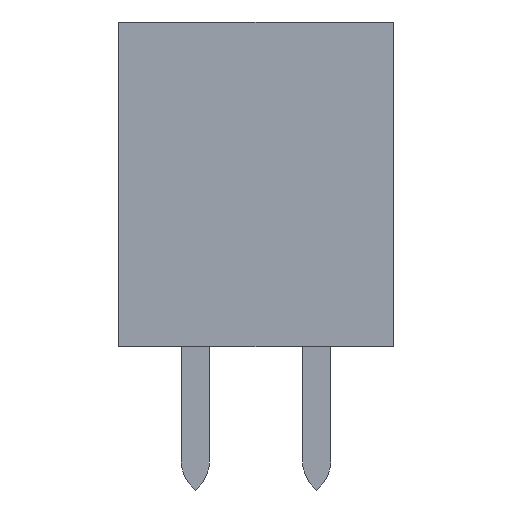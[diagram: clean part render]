
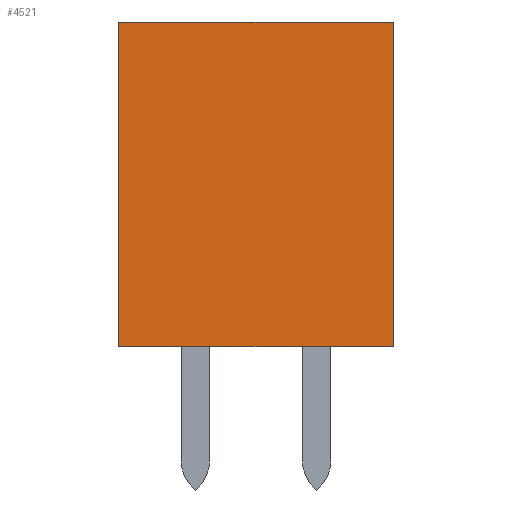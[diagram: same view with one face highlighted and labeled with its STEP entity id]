
A CAD part, front view. The second image highlights one B-rep face of the part: STEP entity #4521.
In plain terms, the highlighted face is planar.
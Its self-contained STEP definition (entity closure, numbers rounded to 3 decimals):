
#2301 = VERTEX_POINT('',#2302);
#2302 = CARTESIAN_POINT('',(4.14,1.2,0.));
#2311 = PLANE('',#2312);
#2312 = AXIS2_PLACEMENT_3D('',#2313,#2314,#2315);
#2313 = CARTESIAN_POINT('',(4.14,1.2,0.));
#2314 = DIRECTION('',(1.,0.,0.));
#2315 = DIRECTION('',(0.,-1.,0.));
#2323 = PLANE('',#2324);
#2324 = AXIS2_PLACEMENT_3D('',#2325,#2326,#2327);
#2325 = CARTESIAN_POINT('',(-1.6,1.2,0.));
#2326 = DIRECTION('',(0.,0.,1.));
#2327 = DIRECTION('',(1.,0.,0.));
#2335 = EDGE_CURVE('',#2301,#2336,#2338,.T.);
#2336 = VERTEX_POINT('',#2337);
#2337 = CARTESIAN_POINT('',(4.14,1.2,6.8));
#2338 = SURFACE_CURVE('',#2339,(#2343,#2350),.PCURVE_S1.);
#2339 = LINE('',#2340,#2341);
#2340 = CARTESIAN_POINT('',(4.14,1.2,0.));
#2341 = VECTOR('',#2342,1.);
#2342 = DIRECTION('',(0.,0.,1.));
#2343 = PCURVE('',#2311,#2344);
#2344 = DEFINITIONAL_REPRESENTATION('',(#2345),#2349);
#2345 = LINE('',#2346,#2347);
#2346 = CARTESIAN_POINT('',(0.,0.));
#2347 = VECTOR('',#2348,1.);
#2348 = DIRECTION('',(0.,-1.));
#2349 = ( GEOMETRIC_REPRESENTATION_CONTEXT(2) 
PARAMETRIC_REPRESENTATION_CONTEXT() REPRESENTATION_CONTEXT('2D SPACE',''
  ) );
#2350 = PCURVE('',#2351,#2356);
#2351 = PLANE('',#2352);
#2352 = AXIS2_PLACEMENT_3D('',#2353,#2354,#2355);
#2353 = CARTESIAN_POINT('',(-1.6,1.2,0.));
#2354 = DIRECTION('',(0.,1.,0.));
#2355 = DIRECTION('',(0.,0.,1.));
#2356 = DEFINITIONAL_REPRESENTATION('',(#2357),#2361);
#2357 = LINE('',#2358,#2359);
#2358 = CARTESIAN_POINT('',(0.,5.74));
#2359 = VECTOR('',#2360,1.);
#2360 = DIRECTION('',(1.,0.));
#2361 = ( GEOMETRIC_REPRESENTATION_CONTEXT(2) 
PARAMETRIC_REPRESENTATION_CONTEXT() REPRESENTATION_CONTEXT('2D SPACE',''
  ) );
#2379 = PLANE('',#2380);
#2380 = AXIS2_PLACEMENT_3D('',#2381,#2382,#2383);
#2381 = CARTESIAN_POINT('',(-1.6,1.2,6.8));
#2382 = DIRECTION('',(0.,0.,1.));
#2383 = DIRECTION('',(1.,0.,0.));
#3387 = PLANE('',#3388);
#3388 = AXIS2_PLACEMENT_3D('',#3389,#3390,#3391);
#3389 = CARTESIAN_POINT('',(-1.6,-1.2,0.));
#3390 = DIRECTION('',(-1.,0.,0.));
#3391 = DIRECTION('',(0.,1.,0.));
#3846 = VERTEX_POINT('',#3847);
#3847 = CARTESIAN_POINT('',(-1.6,1.2,6.8));
#3868 = EDGE_CURVE('',#3869,#3846,#3871,.T.);
#3869 = VERTEX_POINT('',#3870);
#3870 = CARTESIAN_POINT('',(-1.6,1.2,0.));
#3871 = SURFACE_CURVE('',#3872,(#3876,#3883),.PCURVE_S1.);
#3872 = LINE('',#3873,#3874);
#3873 = CARTESIAN_POINT('',(-1.6,1.2,0.));
#3874 = VECTOR('',#3875,1.);
#3875 = DIRECTION('',(0.,0.,1.));
#3876 = PCURVE('',#3387,#3877);
#3877 = DEFINITIONAL_REPRESENTATION('',(#3878),#3882);
#3878 = LINE('',#3879,#3880);
#3879 = CARTESIAN_POINT('',(2.4,0.));
#3880 = VECTOR('',#3881,1.);
#3881 = DIRECTION('',(0.,-1.));
#3882 = ( GEOMETRIC_REPRESENTATION_CONTEXT(2) 
PARAMETRIC_REPRESENTATION_CONTEXT() REPRESENTATION_CONTEXT('2D SPACE',''
  ) );
#3883 = PCURVE('',#2351,#3884);
#3884 = DEFINITIONAL_REPRESENTATION('',(#3885),#3889);
#3885 = LINE('',#3886,#3887);
#3886 = CARTESIAN_POINT('',(0.,0.));
#3887 = VECTOR('',#3888,1.);
#3888 = DIRECTION('',(1.,0.));
#3889 = ( GEOMETRIC_REPRESENTATION_CONTEXT(2) 
PARAMETRIC_REPRESENTATION_CONTEXT() REPRESENTATION_CONTEXT('2D SPACE',''
  ) );
#4401 = EDGE_CURVE('',#3869,#2301,#4402,.T.);
#4402 = SURFACE_CURVE('',#4403,(#4407,#4414),.PCURVE_S1.);
#4403 = LINE('',#4404,#4405);
#4404 = CARTESIAN_POINT('',(-1.6,1.2,0.));
#4405 = VECTOR('',#4406,1.);
#4406 = DIRECTION('',(1.,0.,0.));
#4407 = PCURVE('',#2323,#4408);
#4408 = DEFINITIONAL_REPRESENTATION('',(#4409),#4413);
#4409 = LINE('',#4410,#4411);
#4410 = CARTESIAN_POINT('',(0.,0.));
#4411 = VECTOR('',#4412,1.);
#4412 = DIRECTION('',(1.,0.));
#4413 = ( GEOMETRIC_REPRESENTATION_CONTEXT(2) 
PARAMETRIC_REPRESENTATION_CONTEXT() REPRESENTATION_CONTEXT('2D SPACE',''
  ) );
#4414 = PCURVE('',#2351,#4415);
#4415 = DEFINITIONAL_REPRESENTATION('',(#4416),#4420);
#4416 = LINE('',#4417,#4418);
#4417 = CARTESIAN_POINT('',(0.,0.));
#4418 = VECTOR('',#4419,1.);
#4419 = DIRECTION('',(0.,1.));
#4420 = ( GEOMETRIC_REPRESENTATION_CONTEXT(2) 
PARAMETRIC_REPRESENTATION_CONTEXT() REPRESENTATION_CONTEXT('2D SPACE',''
  ) );
#4521 = ADVANCED_FACE('',(#4522),#2351,.T.);
#4522 = FACE_BOUND('',#4523,.T.);
#4523 = EDGE_LOOP('',(#4524,#4525,#4526,#4547));
#4524 = ORIENTED_EDGE('',*,*,#4401,.F.);
#4525 = ORIENTED_EDGE('',*,*,#3868,.T.);
#4526 = ORIENTED_EDGE('',*,*,#4527,.T.);
#4527 = EDGE_CURVE('',#3846,#2336,#4528,.T.);
#4528 = SURFACE_CURVE('',#4529,(#4533,#4540),.PCURVE_S1.);
#4529 = LINE('',#4530,#4531);
#4530 = CARTESIAN_POINT('',(-1.6,1.2,6.8));
#4531 = VECTOR('',#4532,1.);
#4532 = DIRECTION('',(1.,0.,0.));
#4533 = PCURVE('',#2351,#4534);
#4534 = DEFINITIONAL_REPRESENTATION('',(#4535),#4539);
#4535 = LINE('',#4536,#4537);
#4536 = CARTESIAN_POINT('',(6.8,0.));
#4537 = VECTOR('',#4538,1.);
#4538 = DIRECTION('',(0.,1.));
#4539 = ( GEOMETRIC_REPRESENTATION_CONTEXT(2) 
PARAMETRIC_REPRESENTATION_CONTEXT() REPRESENTATION_CONTEXT('2D SPACE',''
  ) );
#4540 = PCURVE('',#2379,#4541);
#4541 = DEFINITIONAL_REPRESENTATION('',(#4542),#4546);
#4542 = LINE('',#4543,#4544);
#4543 = CARTESIAN_POINT('',(0.,0.));
#4544 = VECTOR('',#4545,1.);
#4545 = DIRECTION('',(1.,0.));
#4546 = ( GEOMETRIC_REPRESENTATION_CONTEXT(2) 
PARAMETRIC_REPRESENTATION_CONTEXT() REPRESENTATION_CONTEXT('2D SPACE',''
  ) );
#4547 = ORIENTED_EDGE('',*,*,#2335,.F.);
